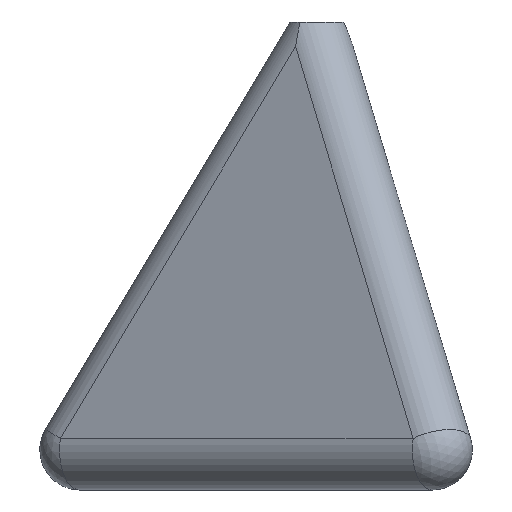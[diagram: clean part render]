
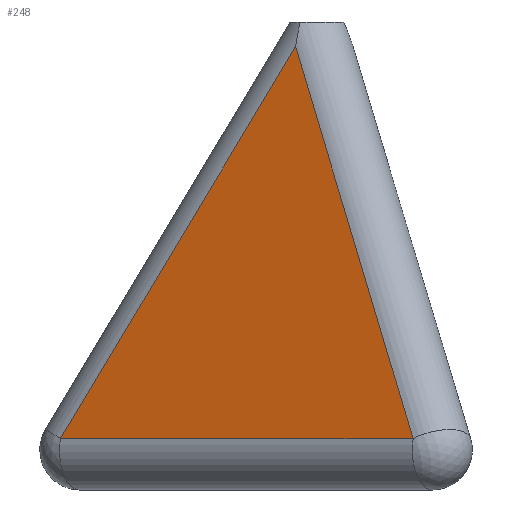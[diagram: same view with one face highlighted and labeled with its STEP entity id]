
A CAD part, front view. The second image highlights one B-rep face of the part: STEP entity #248.
In plain terms, the highlighted planar face has unit normal (-0.479, -0.829, 0.287).
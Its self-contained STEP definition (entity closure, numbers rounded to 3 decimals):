
#28=PLANE('',#289);
#35=LINE('',#440,#48);
#36=LINE('',#442,#49);
#37=LINE('',#443,#50);
#48=VECTOR('',#351,7.7);
#49=VECTOR('',#352,7.7);
#50=VECTOR('',#353,7.7);
#69=FACE_OUTER_BOUND('',#88,.T.);
#88=EDGE_LOOP('',(#193,#194,#195));
#127=VERTEX_POINT('',#438);
#128=VERTEX_POINT('',#439);
#129=VERTEX_POINT('',#441);
#150=EDGE_CURVE('',#127,#128,#35,.T.);
#151=EDGE_CURVE('',#129,#127,#36,.T.);
#152=EDGE_CURVE('',#128,#129,#37,.T.);
#193=ORIENTED_EDGE('',*,*,#150,.F.);
#194=ORIENTED_EDGE('',*,*,#151,.F.);
#195=ORIENTED_EDGE('',*,*,#152,.F.);
#248=ADVANCED_FACE('',(#69),#28,.F.);
#289=AXIS2_PLACEMENT_3D('',#437,#349,#350);
#349=DIRECTION('center_axis',(0.479,0.829,-0.287));
#350=DIRECTION('ref_axis',(-0.514,0.,-0.857));
#351=DIRECTION('',(0.515,0.,0.857));
#352=DIRECTION('',(-0.866,0.5,0.));
#353=DIRECTION('',(0.257,-0.446,-0.857));
#437=CARTESIAN_POINT('Origin',(-23.499,-0.66,8.931));
#438=CARTESIAN_POINT('',(-17.544,-2.898,12.401));
#439=CARTESIAN_POINT('',(-1.677,-2.903,38.832));
#440=CARTESIAN_POINT('',(-15.154,-2.898,16.382));
#441=CARTESIAN_POINT('',(6.252,-16.647,12.401));
#442=CARTESIAN_POINT('',(-14.312,-4.765,12.401));
#443=CARTESIAN_POINT('',(2.763,-10.599,24.032));
